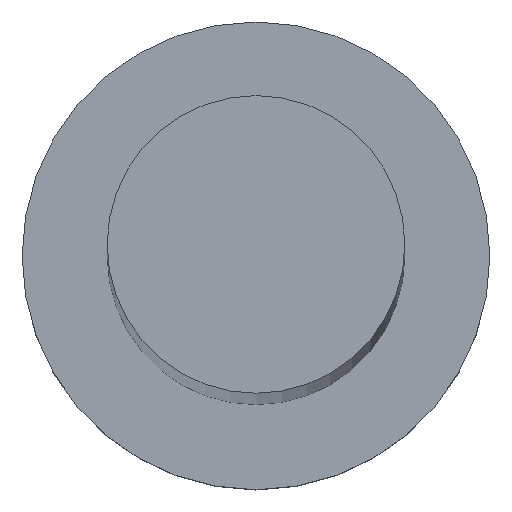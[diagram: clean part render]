
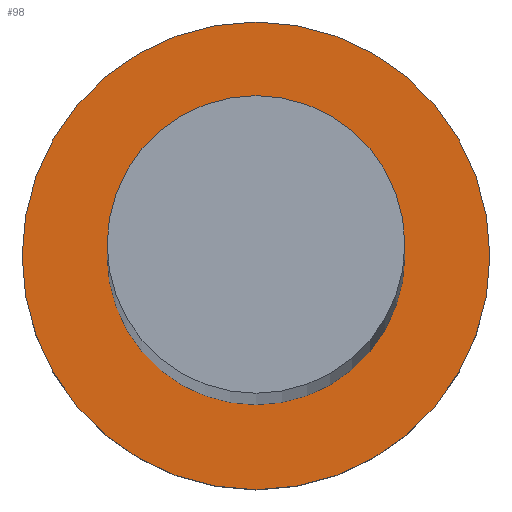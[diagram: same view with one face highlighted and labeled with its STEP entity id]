
A CAD part, top view. The second image highlights one B-rep face of the part: STEP entity #98.
In plain terms, the highlighted planar face has unit normal (0, 0, 1).
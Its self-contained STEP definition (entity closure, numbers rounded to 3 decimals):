
#3 = PLANE ( 'NONE',  #81 ) ;
#9 = VERTEX_POINT ( 'NONE', #77 ) ;
#10 = ORIENTED_EDGE ( 'NONE', *, *, #131, .F. ) ;
#12 = AXIS2_PLACEMENT_3D ( 'NONE', #92, #40, #25 ) ;
#16 = ORIENTED_EDGE ( 'NONE', *, *, #112, .F. ) ;
#20 = CARTESIAN_POINT ( 'NONE',  ( 0., 0., 7. ) ) ;
#25 = DIRECTION ( 'NONE',  ( 1., 0., 0. ) ) ;
#28 = EDGE_LOOP ( 'NONE', ( #82, #144 ) ) ;
#39 = DIRECTION ( 'NONE',  ( 1., 0., 0. ) ) ;
#40 = DIRECTION ( 'NONE',  ( 0., 0., 1. ) ) ;
#41 = CIRCLE ( 'NONE', #65, 7. ) ;
#48 = DIRECTION ( 'NONE',  ( 1., 0., 0. ) ) ;
#49 = AXIS2_PLACEMENT_3D ( 'NONE', #176, #129, #156 ) ;
#58 = EDGE_LOOP ( 'NONE', ( #10, #16 ) ) ;
#64 = EDGE_CURVE ( 'NONE', #192, #142, #200, .T. ) ;
#65 = AXIS2_PLACEMENT_3D ( 'NONE', #180, #69, #39 ) ;
#68 = FACE_BOUND ( 'NONE', #58, .T. ) ;
#69 = DIRECTION ( 'NONE',  ( 0., 0., 1. ) ) ;
#71 = CARTESIAN_POINT ( 'NONE',  ( -11., 0., 7. ) ) ;
#73 = AXIS2_PLACEMENT_3D ( 'NONE', #20, #91, #48 ) ;
#76 = EDGE_CURVE ( 'NONE', #142, #192, #111, .T. ) ;
#77 = CARTESIAN_POINT ( 'NONE',  ( -7., 0., 7. ) ) ;
#81 = AXIS2_PLACEMENT_3D ( 'NONE', #160, #203, #136 ) ;
#82 = ORIENTED_EDGE ( 'NONE', *, *, #64, .T. ) ;
#91 = DIRECTION ( 'NONE',  ( 0., 0., 1. ) ) ;
#92 = CARTESIAN_POINT ( 'NONE',  ( 0., 0., 7. ) ) ;
#98 = ADVANCED_FACE ( 'NONE', ( #68, #239 ), #3, .T. ) ;
#111 = CIRCLE ( 'NONE', #49, 11. ) ;
#112 = EDGE_CURVE ( 'NONE', #185, #9, #119, .T. ) ;
#119 = CIRCLE ( 'NONE', #12, 7. ) ;
#129 = DIRECTION ( 'NONE',  ( 0., 0., 1. ) ) ;
#131 = EDGE_CURVE ( 'NONE', #9, #185, #41, .T. ) ;
#136 = DIRECTION ( 'NONE',  ( 1., 0., 0. ) ) ;
#142 = VERTEX_POINT ( 'NONE', #181 ) ;
#144 = ORIENTED_EDGE ( 'NONE', *, *, #76, .T. ) ;
#156 = DIRECTION ( 'NONE',  ( 1., 0., 0. ) ) ;
#160 = CARTESIAN_POINT ( 'NONE',  ( 0., 0., 7. ) ) ;
#176 = CARTESIAN_POINT ( 'NONE',  ( 0., 0., 7. ) ) ;
#180 = CARTESIAN_POINT ( 'NONE',  ( 0., 0., 7. ) ) ;
#181 = CARTESIAN_POINT ( 'NONE',  ( 11., 0., 7. ) ) ;
#185 = VERTEX_POINT ( 'NONE', #238 ) ;
#192 = VERTEX_POINT ( 'NONE', #71 ) ;
#200 = CIRCLE ( 'NONE', #73, 11. ) ;
#203 = DIRECTION ( 'NONE',  ( 0., 0., 1. ) ) ;
#238 = CARTESIAN_POINT ( 'NONE',  ( 7., 0., 7. ) ) ;
#239 = FACE_OUTER_BOUND ( 'NONE', #28, .T. ) ;
